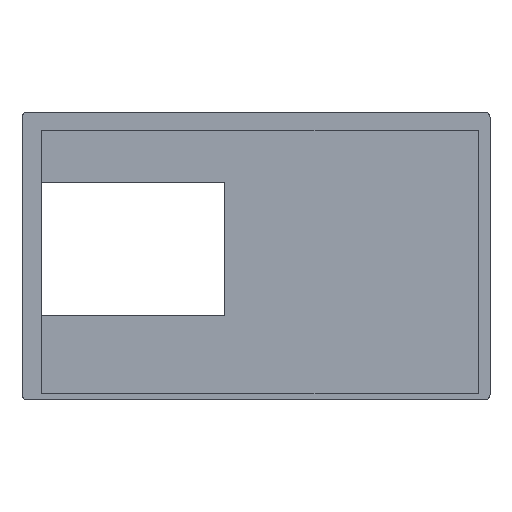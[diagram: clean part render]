
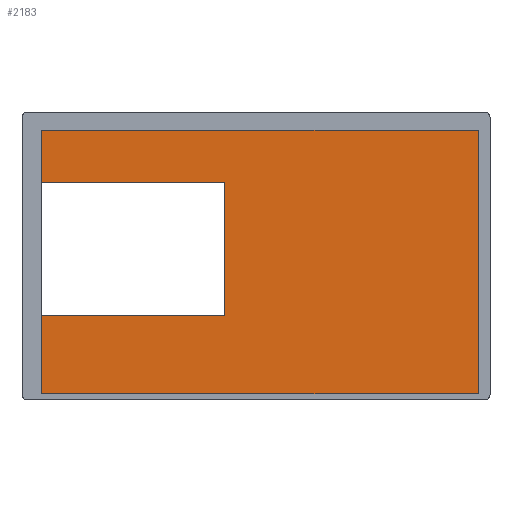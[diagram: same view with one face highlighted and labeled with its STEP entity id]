
A CAD part, top view. The second image highlights one B-rep face of the part: STEP entity #2183.
In plain terms, the highlighted planar face has unit normal (0, 0, 1).
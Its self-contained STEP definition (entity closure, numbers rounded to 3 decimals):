
#1396 = VERTEX_POINT('',#1397);
#1397 = CARTESIAN_POINT('',(-82.,-52.7,20.));
#1403 = EDGE_CURVE('',#1396,#1404,#1406,.T.);
#1404 = VERTEX_POINT('',#1405);
#1405 = CARTESIAN_POINT('',(85.,-52.7,20.));
#1406 = LINE('',#1407,#1408);
#1407 = CARTESIAN_POINT('',(-82.,-52.7,20.));
#1408 = VECTOR('',#1409,1.);
#1409 = DIRECTION('',(1.,0.,0.));
#1427 = EDGE_CURVE('',#1404,#1428,#1430,.T.);
#1428 = VERTEX_POINT('',#1429);
#1429 = CARTESIAN_POINT('',(85.,48.,20.));
#1430 = LINE('',#1431,#1432);
#1431 = CARTESIAN_POINT('',(85.,-52.7,20.));
#1432 = VECTOR('',#1433,1.);
#1433 = DIRECTION('',(0.,1.,0.));
#1451 = EDGE_CURVE('',#1428,#1452,#1454,.T.);
#1452 = VERTEX_POINT('',#1453);
#1453 = CARTESIAN_POINT('',(-82.,48.,20.));
#1454 = LINE('',#1455,#1456);
#1455 = CARTESIAN_POINT('',(85.,48.,20.));
#1456 = VECTOR('',#1457,1.);
#1457 = DIRECTION('',(-1.,0.,0.));
#1477 = EDGE_CURVE('',#1478,#1396,#1480,.T.);
#1478 = VERTEX_POINT('',#1479);
#1479 = CARTESIAN_POINT('',(-82.,-22.7,20.));
#1480 = LINE('',#1481,#1482);
#1481 = CARTESIAN_POINT('',(-82.,48.,20.));
#1482 = VECTOR('',#1483,1.);
#1483 = DIRECTION('',(0.,-1.,0.));
#1493 = VERTEX_POINT('',#1494);
#1494 = CARTESIAN_POINT('',(-82.,28.,20.));
#1500 = EDGE_CURVE('',#1452,#1493,#1501,.T.);
#1501 = LINE('',#1502,#1503);
#1502 = CARTESIAN_POINT('',(-82.,48.,20.));
#1503 = VECTOR('',#1504,1.);
#1504 = DIRECTION('',(0.,-1.,0.));
#1514 = EDGE_CURVE('',#1515,#1493,#1517,.T.);
#1515 = VERTEX_POINT('',#1516);
#1516 = CARTESIAN_POINT('',(-12.,28.,20.));
#1517 = LINE('',#1518,#1519);
#1518 = CARTESIAN_POINT('',(-12.,28.,20.));
#1519 = VECTOR('',#1520,1.);
#1520 = DIRECTION('',(-1.,0.,0.));
#1538 = EDGE_CURVE('',#1478,#1539,#1541,.T.);
#1539 = VERTEX_POINT('',#1540);
#1540 = CARTESIAN_POINT('',(-12.,-22.7,20.));
#1541 = LINE('',#1542,#1543);
#1542 = CARTESIAN_POINT('',(-82.,-22.7,20.));
#1543 = VECTOR('',#1544,1.);
#1544 = DIRECTION('',(1.,0.,0.));
#1562 = EDGE_CURVE('',#1539,#1515,#1563,.T.);
#1563 = LINE('',#1564,#1565);
#1564 = CARTESIAN_POINT('',(-12.,-22.7,20.));
#1565 = VECTOR('',#1566,1.);
#1566 = DIRECTION('',(0.,1.,0.));
#2183 = ADVANCED_FACE('',(#2184),#2194,.T.);
#2184 = FACE_BOUND('',#2185,.T.);
#2185 = EDGE_LOOP('',(#2186,#2187,#2188,#2189,#2190,#2191,#2192,#2193));
#2186 = ORIENTED_EDGE('',*,*,#1477,.T.);
#2187 = ORIENTED_EDGE('',*,*,#1403,.T.);
#2188 = ORIENTED_EDGE('',*,*,#1427,.T.);
#2189 = ORIENTED_EDGE('',*,*,#1451,.T.);
#2190 = ORIENTED_EDGE('',*,*,#1500,.T.);
#2191 = ORIENTED_EDGE('',*,*,#1514,.F.);
#2192 = ORIENTED_EDGE('',*,*,#1562,.F.);
#2193 = ORIENTED_EDGE('',*,*,#1538,.F.);
#2194 = PLANE('',#2195);
#2195 = AXIS2_PLACEMENT_3D('',#2196,#2197,#2198);
#2196 = CARTESIAN_POINT('',(1.5,-2.35,20.));
#2197 = DIRECTION('',(0.,0.,1.));
#2198 = DIRECTION('',(1.,0.,0.));
